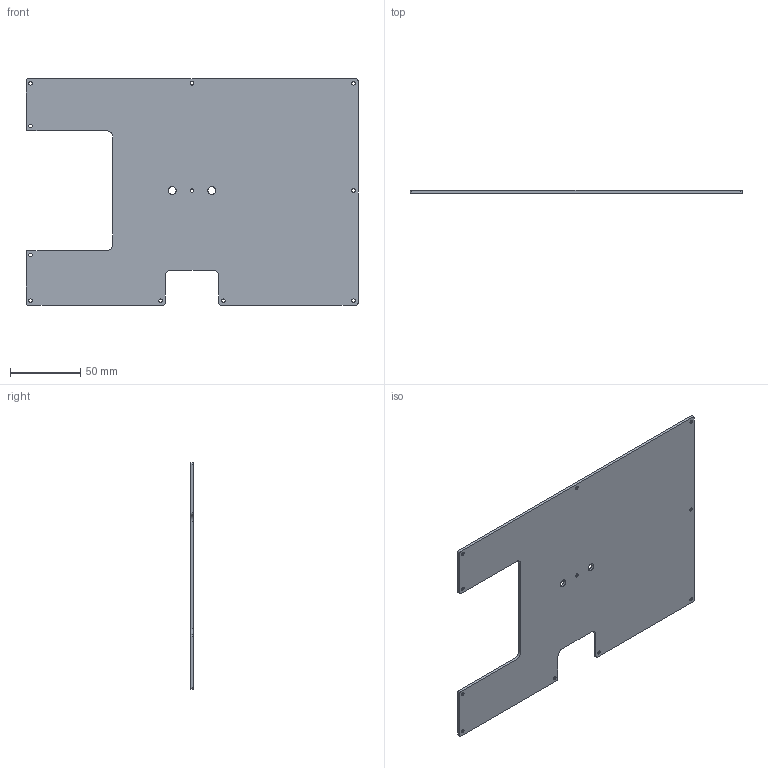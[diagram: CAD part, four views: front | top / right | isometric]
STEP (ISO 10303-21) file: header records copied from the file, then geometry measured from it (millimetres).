
FILE_DESCRIPTION(/* description */ (''),/* implementation_level */ '2;1');
FILE_NAME(/* name */ 'Gehuse Deckel.stp',/* time_stamp */ '2024-12-27T23:02:15+01:00',/* author */ ('Maximilian.Giesen'),/* organization */ (''),/* preprocessor_version */ 'ST-DEVELOPER v20',/* originating_system */ 'Autodesk Inventor 2024',/* authorisation */ '');
FILE_SCHEMA (('AUTOMOTIVE_DESIGN { 1 0 10303 214 3 1 1 }'));
Length unit declared in the file: millimetre
Products named in the file (1): Gehäuse Deckel
Bounding box: 235.82 x 2 x 160.82 mm (x, y, z)
Volume: 63234.6 mm3; surface area: 65402 mm2
Topology: 1 solids, 1 shells, 50 faces, 133 edges, 85 vertices
Faces by surface type: cylinder 25, plane 14, cone 11
Full cylindrical faces by diameter (mm): 2.5 x11, 5.5 x2
Entity records: 1674 total; most frequent: DIRECTION 296, CARTESIAN_POINT 269, ORIENTED_EDGE 266, EDGE_CURVE 133, AXIS2_PLACEMENT_3D 112, VERTEX_POINT 85, EDGE_LOOP 76, LINE 72
